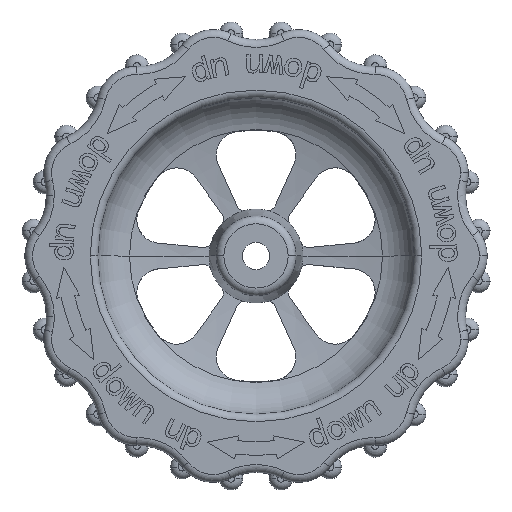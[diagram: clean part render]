
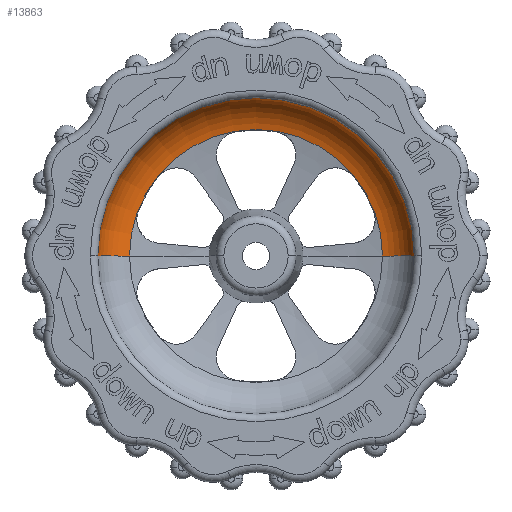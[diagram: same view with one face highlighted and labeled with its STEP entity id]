
A CAD part, top view. The second image highlights one B-rep face of the part: STEP entity #13863.
In plain terms, the highlighted toroidal (fillet/blend) face has major radius 15.008 mm and minor radius 5.446 mm.
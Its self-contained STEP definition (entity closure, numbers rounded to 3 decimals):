
#834 = VERTEX_POINT ( 'NONE', #17102 ) ;
#1484 = EDGE_LOOP ( 'NONE', ( #36017, #39944, #42647, #8134 ) ) ;
#2375 = DIRECTION ( 'NONE',  ( 1., 0., 0. ) ) ;
#4123 = AXIS2_PLACEMENT_3D ( 'NONE', #37869, #17402, #41316 ) ;
#5152 = VERTEX_POINT ( 'NONE', #38473 ) ;
#5849 = DIRECTION ( 'NONE',  ( 0., -1., 0. ) ) ;
#6428 = FACE_OUTER_BOUND ( 'NONE', #1484, .T. ) ;
#6522 = EDGE_CURVE ( 'NONE', #11282, #7247, #36229, .T. ) ;
#7247 = VERTEX_POINT ( 'NONE', #41452 ) ;
#8134 = ORIENTED_EDGE ( 'NONE', *, *, #6522, .T. ) ;
#9789 = CIRCLE ( 'NONE', #38955, 5.446 ) ;
#10268 = AXIS2_PLACEMENT_3D ( 'NONE', #43276, #22778, #2375 ) ;
#11282 = VERTEX_POINT ( 'NONE', #41261 ) ;
#12301 = CARTESIAN_POINT ( 'NONE',  ( -15.008, 0., 8.714 ) ) ;
#12319 = AXIS2_PLACEMENT_3D ( 'NONE', #12301, #36169, #15712 ) ;
#13863 = ADVANCED_FACE ( 'NONE', ( #6428 ), #32553, .F. ) ;
#15712 = DIRECTION ( 'NONE',  ( -1., 0., 0. ) ) ;
#17102 = CARTESIAN_POINT ( 'NONE',  ( 16.19, 0., 3.398 ) ) ;
#17402 = DIRECTION ( 'NONE',  ( 0., 0., 1. ) ) ;
#20064 = CARTESIAN_POINT ( 'NONE',  ( 0., 0., 8.714 ) ) ;
#21050 = CIRCLE ( 'NONE', #10268, 16.19 ) ;
#22778 = DIRECTION ( 'NONE',  ( 0., 0., 1. ) ) ;
#25143 = EDGE_CURVE ( 'NONE', #834, #5152, #21050, .T. ) ;
#26231 = CARTESIAN_POINT ( 'NONE',  ( 15.008, 0., 8.714 ) ) ;
#29190 = EDGE_CURVE ( 'NONE', #5152, #7247, #31714, .T. ) ;
#29669 = DIRECTION ( 'NONE',  ( 0., 0., -1. ) ) ;
#29713 = EDGE_CURVE ( 'NONE', #834, #11282, #9789, .T. ) ;
#31714 = CIRCLE ( 'NONE', #12319, 5.446 ) ;
#32553 = TOROIDAL_SURFACE ( 'NONE', #39975, 15.008, 5.446 ) ;
#33651 = DIRECTION ( 'NONE',  ( 0., 0., 1. ) ) ;
#36017 = ORIENTED_EDGE ( 'NONE', *, *, #29190, .F. ) ;
#36169 = DIRECTION ( 'NONE',  ( 0., 1., 0. ) ) ;
#36229 = CIRCLE ( 'NONE', #4123, 20.258 ) ;
#37250 = DIRECTION ( 'NONE',  ( 1., 0., 0. ) ) ;
#37869 = CARTESIAN_POINT ( 'NONE',  ( 0., 0., 7.266 ) ) ;
#38473 = CARTESIAN_POINT ( 'NONE',  ( -16.19, 0., 3.398 ) ) ;
#38955 = AXIS2_PLACEMENT_3D ( 'NONE', #26231, #5849, #29669 ) ;
#39944 = ORIENTED_EDGE ( 'NONE', *, *, #25143, .F. ) ;
#39975 = AXIS2_PLACEMENT_3D ( 'NONE', #20064, #33651, #37250 ) ;
#41261 = CARTESIAN_POINT ( 'NONE',  ( 20.258, 0., 7.266 ) ) ;
#41316 = DIRECTION ( 'NONE',  ( 1., 0., 0. ) ) ;
#41452 = CARTESIAN_POINT ( 'NONE',  ( -20.258, 0., 7.266 ) ) ;
#42647 = ORIENTED_EDGE ( 'NONE', *, *, #29713, .T. ) ;
#43276 = CARTESIAN_POINT ( 'NONE',  ( 0., 0., 3.398 ) ) ;
